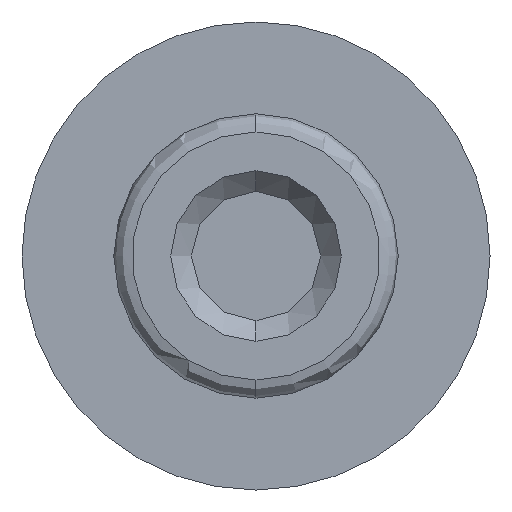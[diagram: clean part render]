
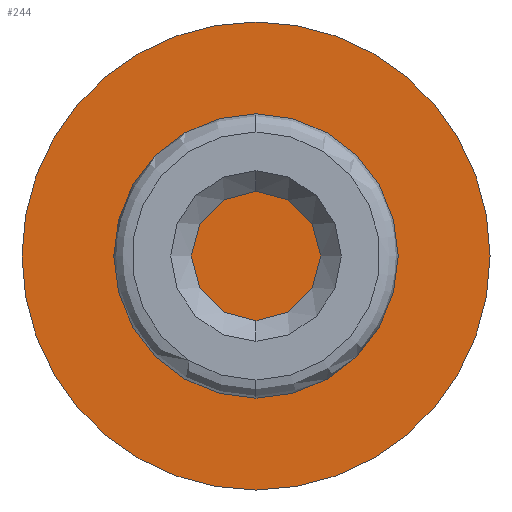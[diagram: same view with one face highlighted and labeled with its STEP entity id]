
A CAD part, left-side view. The second image highlights one B-rep face of the part: STEP entity #244.
In plain terms, the highlighted planar face has unit normal (-1, 0, 0).
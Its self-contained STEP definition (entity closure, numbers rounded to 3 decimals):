
#129 = AXIS2_PLACEMENT_3D ( 'NONE', #2337, #3411, #1757 ) ;
#244 = ADVANCED_FACE ( 'NONE', ( #1251 ), #3405, .F. ) ;
#391 = AXIS2_PLACEMENT_3D ( 'NONE', #649, #2334, #1753 ) ;
#447 = CARTESIAN_POINT ( 'NONE',  ( 5.5, 0., 0. ) ) ;
#457 = VERTEX_POINT ( 'NONE', #2977 ) ;
#488 = EDGE_CURVE ( 'NONE', #2701, #457, #552, .T. ) ;
#552 = CIRCLE ( 'NONE', #1949, 4.525 ) ;
#596 = CARTESIAN_POINT ( 'NONE',  ( 5.5, 0., -4.525 ) ) ;
#649 = CARTESIAN_POINT ( 'NONE',  ( 5.5, 0., 0. ) ) ;
#1015 = DIRECTION ( 'NONE',  ( -1., 0., 0. ) ) ;
#1251 = FACE_OUTER_BOUND ( 'NONE', #1441, .T. ) ;
#1441 = EDGE_LOOP ( 'NONE', ( #3173, #3449 ) ) ;
#1753 = DIRECTION ( 'NONE',  ( 0., 0., -1. ) ) ;
#1757 = DIRECTION ( 'NONE',  ( 0., 0., 1. ) ) ;
#1949 = AXIS2_PLACEMENT_3D ( 'NONE', #447, #1015, #2968 ) ;
#2049 = EDGE_CURVE ( 'NONE', #457, #2701, #2815, .T. ) ;
#2334 = DIRECTION ( 'NONE',  ( 1., 0., 0. ) ) ;
#2337 = CARTESIAN_POINT ( 'NONE',  ( 5.5, 0., 0. ) ) ;
#2701 = VERTEX_POINT ( 'NONE', #596 ) ;
#2815 = CIRCLE ( 'NONE', #129, 4.525 ) ;
#2968 = DIRECTION ( 'NONE',  ( 0., 0., 1. ) ) ;
#2977 = CARTESIAN_POINT ( 'NONE',  ( 5.5, 0., 4.525 ) ) ;
#3173 = ORIENTED_EDGE ( 'NONE', *, *, #2049, .T. ) ;
#3405 = PLANE ( 'NONE',  #391 ) ;
#3411 = DIRECTION ( 'NONE',  ( -1., 0., 0. ) ) ;
#3449 = ORIENTED_EDGE ( 'NONE', *, *, #488, .T. ) ;
